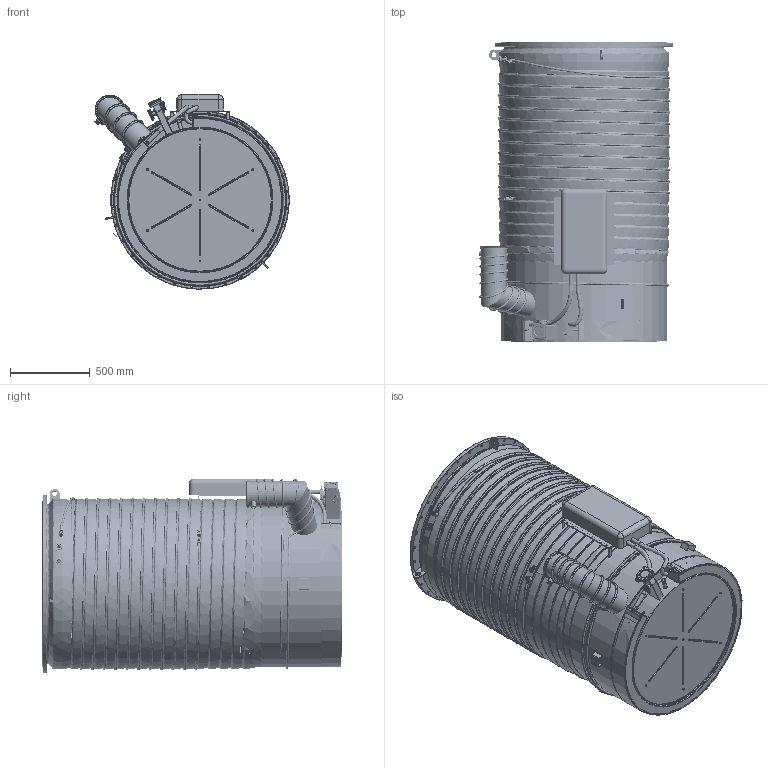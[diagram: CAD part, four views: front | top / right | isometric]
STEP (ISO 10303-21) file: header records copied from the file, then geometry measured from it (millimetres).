
FILE_DESCRIPTION(('STEP AP242'), '1');
FILE_NAME('ÍÄ-1000 ñ ÁÀ èñõîäíèê ïîâåðõíîñòè', '2025-09-09T11:14:27', ('User'), (''), 'C3D Converter', 'C3D Toolkit', '');
FILE_SCHEMA(('AP242_MANAGED_MODEL_BASED_3D_ENGINEERING_MIM_LF { 1 0 10303 442 1 1 4 }'));
Length unit declared in the file: millimetre
Bounding box: 1219.75 x 1886.85 x 1219.95 mm (x, y, z)
Surface area: 13793123.4 mm2 (no closed solid volume)
Topology: 0 solids, 152 shells, 1232 faces, 3874 edges, 2675 vertices
Faces by surface type: cylinder 471, plane 367, torus 218, bspline 87, cone 71, sphere 17, revolution 1
Full cylindrical faces by diameter (mm): 3 x2, 3.35 x20, 3.4 x3, 4.65 x2, 5.2 x1, 5.4 x1, 5.9 x2, 6 x1, 6.6 x4, 10 x4, 10.8 x2, 12 x10, 13.5 x2, 14 x38, 14.2 x1, 15 x1, 18 x4, 18.6 x1, 18.7 x3, 20 x1, 20.955 x1, 22 x1, 22.5 x1, 24 x3, 25.3 x4, 28 x4, 30 x4, 31.5 x1, 36 x1, 55 x1
Entity records: 125829 total; most frequent: CARTESIAN_POINT 93237, DIRECTION 6863, ORIENTED_EDGE 5704, EDGE_CURVE 3591, AXIS2_PLACEMENT_3D 2753, VERTEX_POINT 2666, EDGE_LOOP 1768, CIRCLE 1608
